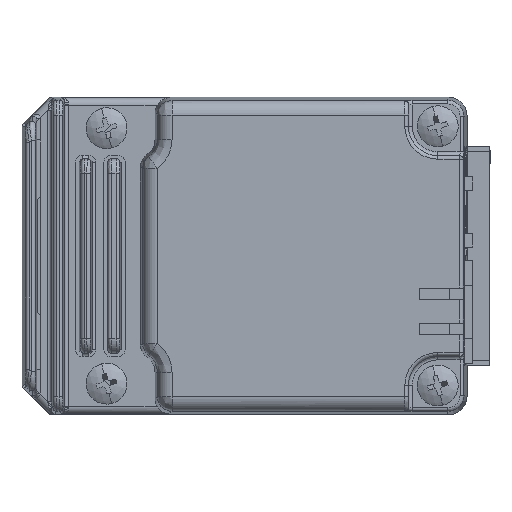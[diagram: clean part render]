
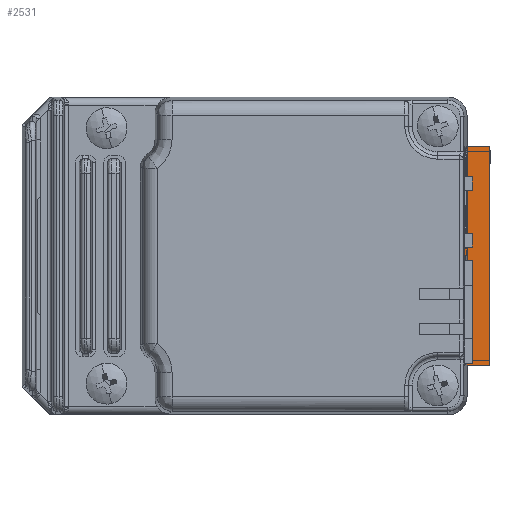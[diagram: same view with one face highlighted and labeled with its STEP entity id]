
A CAD part, front view. The second image highlights one B-rep face of the part: STEP entity #2531.
In plain terms, the highlighted planar face has unit normal (0, -1, 0).
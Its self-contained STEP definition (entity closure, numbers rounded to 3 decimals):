
#413 = CARTESIAN_POINT ( 'NONE',  ( 46.069, -73.208, 69.5 ) ) ;
#443 = CARTESIAN_POINT ( 'NONE',  ( 46.069, -73.208, 69.5 ) ) ;
#662 = ORIENTED_EDGE ( 'NONE', *, *, #7403, .T. ) ;
#830 = EDGE_LOOP ( 'NONE', ( #15430, #13795, #13652, #7980, #10375, #8656, #9948, #662 ) ) ;
#1754 = PLANE ( 'NONE',  #12264 ) ;
#1856 = CARTESIAN_POINT ( 'NONE',  ( 46.069, -73.208, 39.5 ) ) ;
#1890 = CARTESIAN_POINT ( 'NONE',  ( 46.069, -73.208, 69.5 ) ) ;
#2488 = CARTESIAN_POINT ( 'NONE',  ( 36.469, -73.208, 40.7 ) ) ;
#2531 = ADVANCED_FACE ( 'NONE', ( #4541 ), #1754, .F. ) ;
#3055 = CARTESIAN_POINT ( 'NONE',  ( 33.369, -73.208, 68.3 ) ) ;
#3199 = VERTEX_POINT ( 'NONE', #3055 ) ;
#3314 = VERTEX_POINT ( 'NONE', #10969 ) ;
#4103 = DIRECTION ( 'NONE',  ( 0., 0., -1. ) ) ;
#4297 = CARTESIAN_POINT ( 'NONE',  ( 46.069, -73.208, 40.7 ) ) ;
#4308 = VECTOR ( 'NONE', #7765, 1000. ) ;
#4482 = EDGE_CURVE ( 'NONE', #6370, #14000, #8434, .T. ) ;
#4541 = FACE_OUTER_BOUND ( 'NONE', #830, .T. ) ;
#5001 = VECTOR ( 'NONE', #7916, 1000. ) ;
#6171 = LINE ( 'NONE', #413, #5001 ) ;
#6370 = VERTEX_POINT ( 'NONE', #6736 ) ;
#6593 = DIRECTION ( 'NONE',  ( 0., 0., 1. ) ) ;
#6736 = CARTESIAN_POINT ( 'NONE',  ( 36.469, -73.208, 40.7 ) ) ;
#6775 = DIRECTION ( 'NONE',  ( 0., 0., -1. ) ) ;
#6810 = LINE ( 'NONE', #4297, #7979 ) ;
#6887 = LINE ( 'NONE', #10796, #14544 ) ;
#7345 = LINE ( 'NONE', #1890, #15787 ) ;
#7403 = EDGE_CURVE ( 'NONE', #8487, #3314, #6887, .T. ) ;
#7587 = EDGE_CURVE ( 'NONE', #7778, #3314, #10423, .T. ) ;
#7765 = DIRECTION ( 'NONE',  ( -1., 0., 0. ) ) ;
#7778 = VERTEX_POINT ( 'NONE', #13086 ) ;
#7916 = DIRECTION ( 'NONE',  ( 1., 0., 0. ) ) ;
#7979 = VECTOR ( 'NONE', #14272, 1000. ) ;
#7980 = ORIENTED_EDGE ( 'NONE', *, *, #15602, .T. ) ;
#8434 = LINE ( 'NONE', #2488, #15111 ) ;
#8487 = VERTEX_POINT ( 'NONE', #10018 ) ;
#8656 = ORIENTED_EDGE ( 'NONE', *, *, #4482, .F. ) ;
#8973 = CARTESIAN_POINT ( 'NONE',  ( 46.069, -73.208, 68.3 ) ) ;
#9103 = CARTESIAN_POINT ( 'NONE',  ( 46.069, -73.208, 69.5 ) ) ;
#9808 = CARTESIAN_POINT ( 'NONE',  ( 33.369, -73.208, 69.5 ) ) ;
#9948 = ORIENTED_EDGE ( 'NONE', *, *, #13486, .F. ) ;
#10018 = CARTESIAN_POINT ( 'NONE',  ( 33.369, -73.208, 40.7 ) ) ;
#10375 = ORIENTED_EDGE ( 'NONE', *, *, #10938, .F. ) ;
#10423 = LINE ( 'NONE', #1856, #11798 ) ;
#10796 = CARTESIAN_POINT ( 'NONE',  ( 33.369, -73.208, 69.5 ) ) ;
#10938 = EDGE_CURVE ( 'NONE', #14000, #3199, #14126, .T. ) ;
#10969 = CARTESIAN_POINT ( 'NONE',  ( 33.369, -73.208, 39.5 ) ) ;
#11798 = VECTOR ( 'NONE', #14372, 1000. ) ;
#12264 = AXIS2_PLACEMENT_3D ( 'NONE', #9103, #14214, #6593 ) ;
#12333 = VERTEX_POINT ( 'NONE', #9808 ) ;
#12404 = DIRECTION ( 'NONE',  ( 0., 0., 1. ) ) ;
#13086 = CARTESIAN_POINT ( 'NONE',  ( 46.069, -73.208, 39.5 ) ) ;
#13341 = VERTEX_POINT ( 'NONE', #443 ) ;
#13486 = EDGE_CURVE ( 'NONE', #8487, #6370, #6810, .T. ) ;
#13527 = CARTESIAN_POINT ( 'NONE',  ( 36.469, -73.208, 68.3 ) ) ;
#13652 = ORIENTED_EDGE ( 'NONE', *, *, #15624, .F. ) ;
#13795 = ORIENTED_EDGE ( 'NONE', *, *, #15820, .F. ) ;
#13973 = CARTESIAN_POINT ( 'NONE',  ( 33.369, -73.208, 69.5 ) ) ;
#14000 = VERTEX_POINT ( 'NONE', #13527 ) ;
#14026 = LINE ( 'NONE', #13973, #16191 ) ;
#14126 = LINE ( 'NONE', #8973, #4308 ) ;
#14214 = DIRECTION ( 'NONE',  ( 0., 1., 0. ) ) ;
#14272 = DIRECTION ( 'NONE',  ( 1., 0., 0. ) ) ;
#14372 = DIRECTION ( 'NONE',  ( -1., 0., 0. ) ) ;
#14544 = VECTOR ( 'NONE', #14667, 1000. ) ;
#14667 = DIRECTION ( 'NONE',  ( 0., 0., -1. ) ) ;
#15111 = VECTOR ( 'NONE', #12404, 1000. ) ;
#15430 = ORIENTED_EDGE ( 'NONE', *, *, #7587, .F. ) ;
#15602 = EDGE_CURVE ( 'NONE', #12333, #3199, #14026, .T. ) ;
#15624 = EDGE_CURVE ( 'NONE', #12333, #13341, #6171, .T. ) ;
#15787 = VECTOR ( 'NONE', #6775, 1000. ) ;
#15820 = EDGE_CURVE ( 'NONE', #13341, #7778, #7345, .T. ) ;
#16191 = VECTOR ( 'NONE', #4103, 1000. ) ;
